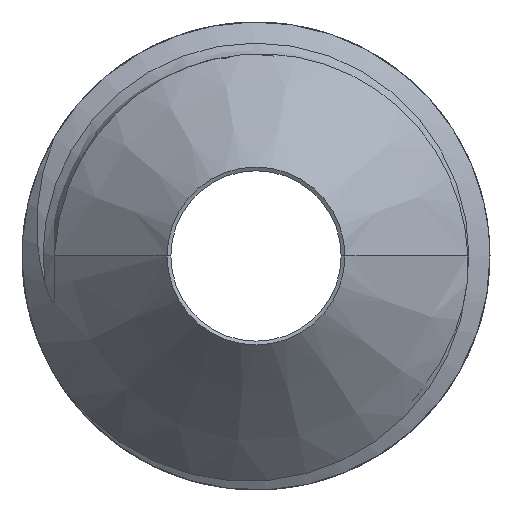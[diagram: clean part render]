
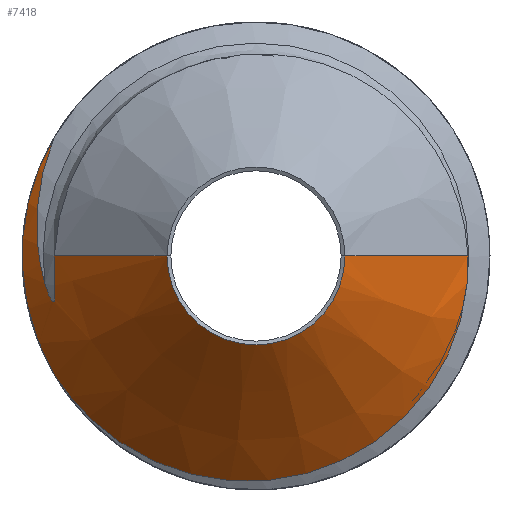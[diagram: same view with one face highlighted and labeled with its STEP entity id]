
A CAD part, left-side view. The second image highlights one B-rep face of the part: STEP entity #7418.
In plain terms, the highlighted conical face has half-angle 45 degrees and reference radius 0.863 mm.
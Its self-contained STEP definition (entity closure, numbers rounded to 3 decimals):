
#2371=CARTESIAN_POINT('',(0.775,0.,0.));
#2372=DIRECTION('',(-1.,0.,0.));
#2373=DIRECTION('',(0.,0.861,0.509));
#2374=AXIS2_PLACEMENT_3D('',#2371,#2372,#2373);
#3125=CARTESIAN_POINT('',(0.663,-1.128,-0.147));
#3126=CARTESIAN_POINT('',(0.665,-1.122,
-0.215));
#3127=CARTESIAN_POINT('',(0.671,-1.097,
-0.349));
#3128=CARTESIAN_POINT('',(0.679,-1.026,
-0.541));
#3129=CARTESIAN_POINT('',(0.687,-0.921,
-0.717));
#3130=CARTESIAN_POINT('',(0.695,-0.784,
-0.877));
#3131=CARTESIAN_POINT('',(0.703,-0.618,
-1.01));
#3132=CARTESIAN_POINT('',(0.711,-0.432,
-1.111));
#3133=CARTESIAN_POINT('',(0.719,-0.233,
-1.177));
#3134=CARTESIAN_POINT('',(0.727,-0.023,
-1.208));
#3135=CARTESIAN_POINT('',(0.735,0.189,
-1.201));
#3136=CARTESIAN_POINT('',(0.743,0.397,
-1.158));
#3137=CARTESIAN_POINT('',(0.751,0.598,
-1.078));
#3138=CARTESIAN_POINT('',(0.759,0.785,
-0.96));
#3139=CARTESIAN_POINT('',(0.767,0.948,
-0.812));
#3140=CARTESIAN_POINT('',(0.772,1.037,
-0.697));
#3141=CARTESIAN_POINT('',(0.775,1.076,-0.637));
#3224=CARTESIAN_POINT('',(0.775,1.076,0.637));
#3225=CARTESIAN_POINT('',(0.766,1.103,
0.573));
#3226=CARTESIAN_POINT('',(0.747,1.145,
0.442));
#3227=CARTESIAN_POINT('',(0.719,1.175,
0.242));
#3228=CARTESIAN_POINT('',(0.691,1.171,
0.043));
#3229=CARTESIAN_POINT('',(0.672,1.146,
-0.085));
#3230=CARTESIAN_POINT('',(0.663,1.128,-0.147));
#3232=CARTESIAN_POINT('',(0.,0.,0.));
#3233=DIRECTION('',(-1.,0.,0.));
#3234=DIRECTION('',(0.,1.,0.));
#3235=AXIS2_PLACEMENT_3D('',#3232,#3233,#3234);
#3688=CARTESIAN_POINT('',(0.663,1.128,-0.147));
#3689=CARTESIAN_POINT('',(0.662,1.127,
-0.151));
#3690=CARTESIAN_POINT('',(0.661,1.124,
-0.16));
#3691=CARTESIAN_POINT('',(0.659,1.121,
-0.171));
#3692=CARTESIAN_POINT('',(0.657,1.117,
-0.182));
#3693=CARTESIAN_POINT('',(0.655,1.114,
-0.191));
#3694=CARTESIAN_POINT('',(0.653,1.11,
-0.2));
#3695=CARTESIAN_POINT('',(0.651,1.106,
-0.209));
#3696=CARTESIAN_POINT('',(0.649,1.103,
-0.217));
#3697=CARTESIAN_POINT('',(0.647,1.099,
-0.224));
#3698=CARTESIAN_POINT('',(0.645,1.096,
-0.23));
#3699=CARTESIAN_POINT('',(0.643,1.092,
-0.236));
#3700=CARTESIAN_POINT('',(0.64,1.089,
-0.241));
#3701=CARTESIAN_POINT('',(0.637,1.085,
-0.245));
#3702=CARTESIAN_POINT('',(0.633,1.08,
-0.245));
#3703=CARTESIAN_POINT('',(0.629,1.077,
-0.241));
#3704=CARTESIAN_POINT('',(0.626,1.076,
-0.235));
#3705=CARTESIAN_POINT('',(0.624,1.075,
-0.229));
#3706=CARTESIAN_POINT('',(0.623,1.075,
-0.222));
#3707=CARTESIAN_POINT('',(0.621,1.075,
-0.216));
#3708=CARTESIAN_POINT('',(0.62,1.075,
-0.21));
#3709=CARTESIAN_POINT('',(0.619,1.075,
-0.204));
#3710=CARTESIAN_POINT('',(0.618,1.075,
-0.197));
#3711=CARTESIAN_POINT('',(0.617,1.075,
-0.191));
#3712=CARTESIAN_POINT('',(0.616,1.075,
-0.183));
#3713=CARTESIAN_POINT('',(0.615,1.076,
-0.176));
#3714=CARTESIAN_POINT('',(0.614,1.076,
-0.168));
#3715=CARTESIAN_POINT('',(0.613,1.076,
-0.159));
#3716=CARTESIAN_POINT('',(0.612,1.077,
-0.149));
#3717=CARTESIAN_POINT('',(0.611,1.077,
-0.138));
#3718=CARTESIAN_POINT('',(0.61,1.078,
-0.126));
#3719=CARTESIAN_POINT('',(0.609,1.078,
-0.113));
#3720=CARTESIAN_POINT('',(0.608,1.078,
-0.098));
#3721=CARTESIAN_POINT('',(0.607,1.079,
-0.082));
#3722=CARTESIAN_POINT('',(0.606,1.079,
-0.064));
#3723=CARTESIAN_POINT('',(0.604,1.079,
-0.045));
#3724=CARTESIAN_POINT('',(0.603,1.078,
-0.023));
#3725=CARTESIAN_POINT('',(0.603,1.078,
-0.008));
#3726=CARTESIAN_POINT('',(0.602,1.077,
0.));
#3833=CARTESIAN_POINT('',(0.657,-1.132,
0.));
#3834=CARTESIAN_POINT('',(0.658,-1.133,
-0.024));
#3835=CARTESIAN_POINT('',(0.66,-1.133,
-0.074));
#3836=CARTESIAN_POINT('',(0.662,-1.13,-0.123));
#3837=CARTESIAN_POINT('',(0.663,-1.128,-0.147));
#3860=DIRECTION('',(0.707,0.707,0.));
#3861=VECTOR('',#3860,0.852);
#3862=CARTESIAN_POINT('',(0.,0.475,0.));
#3863=LINE('',#3862,#3861);
#3864=DIRECTION('',(0.707,-0.707,0.));
#3865=VECTOR('',#3864,0.929);
#3866=CARTESIAN_POINT('',(0.,-0.475,0.));
#3867=LINE('',#3866,#3865);
#4125=CARTESIAN_POINT('',(0.,0.475,0.));
#4126=CARTESIAN_POINT('',(0.602,1.077,
0.));
#4127=VERTEX_POINT('',#4125);
#4128=VERTEX_POINT('',#4126);
#4129=CARTESIAN_POINT('',(0.,-0.475,0.));
#4130=CARTESIAN_POINT('',(0.657,-1.132,
0.));
#4131=VERTEX_POINT('',#4129);
#4132=VERTEX_POINT('',#4130);
#4187=CARTESIAN_POINT('',(0.775,1.076,0.637));
#4188=CARTESIAN_POINT('',(0.775,1.076,-0.637));
#4189=VERTEX_POINT('',#4187);
#4190=VERTEX_POINT('',#4188);
#4191=VERTEX_POINT('',#3688);
#4192=VERTEX_POINT('',#3125);
#7397=CARTESIAN_POINT('',(0.388,0.,0.));
#7398=DIRECTION('',(1.,0.,0.));
#7399=DIRECTION('',(0.,-1.,0.));
#7400=AXIS2_PLACEMENT_3D('',#7397,#7398,#7399);
#7401=CONICAL_SURFACE('',#7400,0.863,45.);
#7402=ORIENTED_EDGE('',*,*,#5242,.F.);
#7404=ORIENTED_EDGE('',*,*,#7403,.T.);
#7406=ORIENTED_EDGE('',*,*,#7405,.T.);
#7408=ORIENTED_EDGE('',*,*,#7407,.F.);
#7410=ORIENTED_EDGE('',*,*,#7409,.T.);
#7412=ORIENTED_EDGE('',*,*,#7411,.T.);
#7414=ORIENTED_EDGE('',*,*,#7413,.T.);
#7415=ORIENTED_EDGE('',*,*,#7385,.T.);
#7416=EDGE_LOOP('',(#7402,#7404,#7406,#7408,#7410,#7412,#7414,#7415));
#7417=FACE_OUTER_BOUND('',#7416,.F.);
#2375=CIRCLE('',#2374,1.25);
#3142=B_SPLINE_CURVE_WITH_KNOTS('',3,(#3125,#3126,#3127,#3128,#3129,#3130,#3131,
#3132,#3133,#3134,#3135,#3136,#3137,#3138,#3139,#3140,#3141),.UNSPECIFIED.,.F.,
.F.,(4,1,1,1,1,1,1,1,1,1,1,1,1,1,4),(0.,0.071,0.143,
0.214,0.286,0.357,0.429,0.5,
0.571,0.643,0.714,0.786,
0.857,0.929,1.),.UNSPECIFIED.);
#3231=B_SPLINE_CURVE_WITH_KNOTS('',3,(#3224,#3225,#3226,#3227,#3228,#3229,
#3230),.UNSPECIFIED.,.F.,.F.,(4,1,1,1,4),(0.,0.25,0.5,0.75,1.),
.UNSPECIFIED.);
#3236=CIRCLE('',#3235,0.475);
#3727=B_SPLINE_CURVE_WITH_KNOTS('',3,(#3688,#3689,#3690,#3691,#3692,#3693,#3694,
#3695,#3696,#3697,#3698,#3699,#3700,#3701,#3702,#3703,#3704,#3705,#3706,#3707,
#3708,#3709,#3710,#3711,#3712,#3713,#3714,#3715,#3716,#3717,#3718,#3719,#3720,
#3721,#3722,#3723,#3724,#3725,#3726),.UNSPECIFIED.,.F.,.F.,(4,1,1,1,1,1,1,1,1,1,
1,1,1,1,1,1,1,1,1,1,1,1,1,1,1,1,1,1,1,1,1,1,1,1,1,1,4),(0.,0.028,
0.056,0.083,0.111,0.139,
0.167,0.194,0.222,0.25,0.278,
0.306,0.333,0.361,0.389,
0.417,0.444,0.472,0.5,0.528,
0.556,0.583,0.611,0.639,
0.667,0.694,0.722,0.75,0.778,
0.806,0.833,0.861,0.889,
0.917,0.944,0.972,1.),.UNSPECIFIED.);
#3838=B_SPLINE_CURVE_WITH_KNOTS('',3,(#3833,#3834,#3835,#3836,#3837),
.UNSPECIFIED.,.F.,.F.,(4,1,4),(0.,0.5,1.),.UNSPECIFIED.);
#5242=EDGE_CURVE('',#4189,#4190,#2375,.T.);
#7385=EDGE_CURVE('',#4192,#4190,#3142,.T.);
#7403=EDGE_CURVE('',#4189,#4191,#3231,.T.);
#7405=EDGE_CURVE('',#4191,#4128,#3727,.T.);
#7407=EDGE_CURVE('',#4127,#4128,#3863,.T.);
#7409=EDGE_CURVE('',#4127,#4131,#3236,.T.);
#7411=EDGE_CURVE('',#4131,#4132,#3867,.T.);
#7413=EDGE_CURVE('',#4132,#4192,#3838,.T.);
#7418=ADVANCED_FACE('',(#7417),#7401,.T.);
